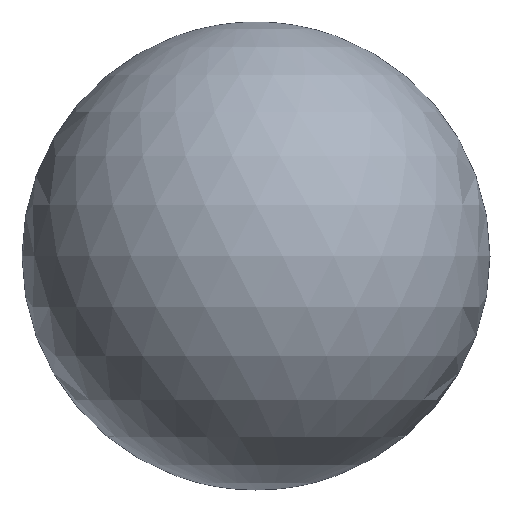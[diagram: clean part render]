
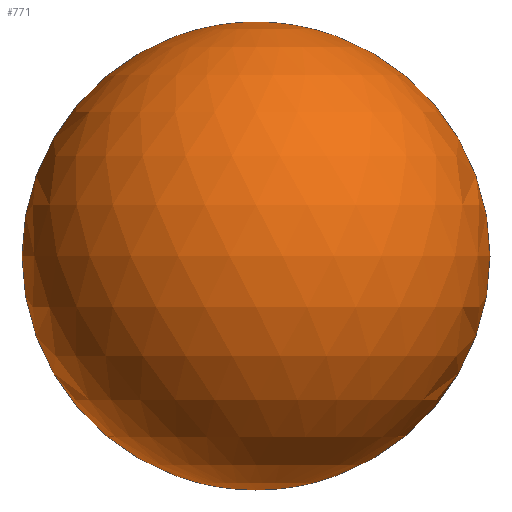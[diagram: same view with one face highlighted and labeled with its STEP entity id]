
A CAD part, front view. The second image highlights one B-rep face of the part: STEP entity #771.
In plain terms, the highlighted spherical face has radius 37 mm.
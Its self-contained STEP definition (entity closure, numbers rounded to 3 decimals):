
#17=SPHERICAL_SURFACE('',#872,37.);
#205=FACE_OUTER_BOUND('',#267,.T.);
#267=EDGE_LOOP('',(#689));
#314=CIRCLE('',#873,36.986);
#386=VERTEX_POINT('',#1482);
#489=EDGE_CURVE('',#386,#386,#314,.T.);
#689=ORIENTED_EDGE('',*,*,#489,.T.);
#771=ADVANCED_FACE('',(#205),#17,.T.);
#872=AXIS2_PLACEMENT_3D('',#1481,#1096,#1097);
#873=AXIS2_PLACEMENT_3D('',#1483,#1098,#1099);
#1096=DIRECTION('center_axis',(0.,0.,1.));
#1097=DIRECTION('ref_axis',(1.,0.,0.));
#1098=DIRECTION('center_axis',(0.,-1.,0.));
#1099=DIRECTION('ref_axis',(0.,0.,1.));
#1481=CARTESIAN_POINT('Origin',(0.,0.,0.));
#1482=CARTESIAN_POINT('',(0.,-1.01,36.986));
#1483=CARTESIAN_POINT('Origin',(0.,-1.01,0.));
